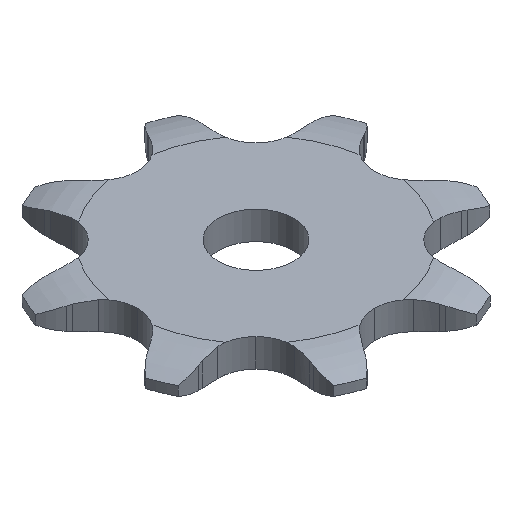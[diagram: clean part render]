
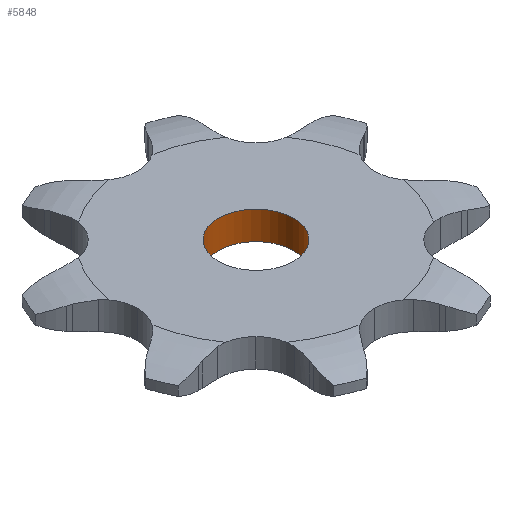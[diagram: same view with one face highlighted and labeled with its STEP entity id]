
A CAD part, isometric view. The second image highlights one B-rep face of the part: STEP entity #5848.
In plain terms, the highlighted cylindrical face has radius 4 mm (diameter 8 mm), a full revolution.
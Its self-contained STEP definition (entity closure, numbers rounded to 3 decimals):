
#452 = PLANE('',#453);
#453 = AXIS2_PLACEMENT_3D('',#454,#455,#456);
#454 = CARTESIAN_POINT('',(0.,0.,3.));
#455 = DIRECTION('',(-0.,-0.,-1.));
#456 = DIRECTION('',(-1.,0.,0.));
#652 = PLANE('',#653);
#653 = AXIS2_PLACEMENT_3D('',#654,#655,#656);
#654 = CARTESIAN_POINT('',(0.,0.,0.));
#655 = DIRECTION('',(-0.,-0.,-1.));
#656 = DIRECTION('',(-1.,0.,0.));
#1675 = EDGE_CURVE('',#1676,#1676,#1678,.T.);
#1676 = VERTEX_POINT('',#1677);
#1677 = CARTESIAN_POINT('',(4.,0.,3.));
#1678 = SURFACE_CURVE('',#1679,(#1684,#1695),.PCURVE_S1.);
#1679 = CIRCLE('',#1680,4.);
#1680 = AXIS2_PLACEMENT_3D('',#1681,#1682,#1683);
#1681 = CARTESIAN_POINT('',(0.,0.,3.));
#1682 = DIRECTION('',(0.,0.,1.));
#1683 = DIRECTION('',(1.,0.,0.));
#1684 = PCURVE('',#452,#1685);
#1685 = DEFINITIONAL_REPRESENTATION('',(#1686),#1694);
#1686 = ( BOUNDED_CURVE() B_SPLINE_CURVE(2,(#1687,#1688,#1689,#1690,
#1691,#1692,#1693),.UNSPECIFIED.,.T.,.F.) B_SPLINE_CURVE_WITH_KNOTS((1,2
    ,2,2,2,1),(-2.094,0.,2.094,4.189,
6.283,8.378),.UNSPECIFIED.) CURVE() 
GEOMETRIC_REPRESENTATION_ITEM() RATIONAL_B_SPLINE_CURVE((1.,0.5,1.,0.5,
1.,0.5,1.)) REPRESENTATION_ITEM('') );
#1687 = CARTESIAN_POINT('',(-4.,0.));
#1688 = CARTESIAN_POINT('',(-4.,6.928));
#1689 = CARTESIAN_POINT('',(2.,3.464));
#1690 = CARTESIAN_POINT('',(8.,0.));
#1691 = CARTESIAN_POINT('',(2.,-3.464));
#1692 = CARTESIAN_POINT('',(-4.,-6.928));
#1693 = CARTESIAN_POINT('',(-4.,0.));
#1694 = ( GEOMETRIC_REPRESENTATION_CONTEXT(2) 
PARAMETRIC_REPRESENTATION_CONTEXT() REPRESENTATION_CONTEXT('2D SPACE',''
  ) );
#1695 = PCURVE('',#1696,#1701);
#1696 = CYLINDRICAL_SURFACE('',#1697,4.);
#1697 = AXIS2_PLACEMENT_3D('',#1698,#1699,#1700);
#1698 = CARTESIAN_POINT('',(0.,0.,69.726));
#1699 = DIRECTION('',(0.,0.,1.));
#1700 = DIRECTION('',(1.,0.,0.));
#1701 = DEFINITIONAL_REPRESENTATION('',(#1702),#1706);
#1702 = LINE('',#1703,#1704);
#1703 = CARTESIAN_POINT('',(0.,-66.726));
#1704 = VECTOR('',#1705,1.);
#1705 = DIRECTION('',(1.,0.));
#1706 = ( GEOMETRIC_REPRESENTATION_CONTEXT(2) 
PARAMETRIC_REPRESENTATION_CONTEXT() REPRESENTATION_CONTEXT('2D SPACE',''
  ) );
#2474 = EDGE_CURVE('',#2475,#2475,#2477,.T.);
#2475 = VERTEX_POINT('',#2476);
#2476 = CARTESIAN_POINT('',(4.,0.,0.));
#2477 = SURFACE_CURVE('',#2478,(#2483,#2494),.PCURVE_S1.);
#2478 = CIRCLE('',#2479,4.);
#2479 = AXIS2_PLACEMENT_3D('',#2480,#2481,#2482);
#2480 = CARTESIAN_POINT('',(0.,0.,0.));
#2481 = DIRECTION('',(0.,0.,1.));
#2482 = DIRECTION('',(1.,0.,0.));
#2483 = PCURVE('',#652,#2484);
#2484 = DEFINITIONAL_REPRESENTATION('',(#2485),#2493);
#2485 = ( BOUNDED_CURVE() B_SPLINE_CURVE(2,(#2486,#2487,#2488,#2489,
#2490,#2491,#2492),.UNSPECIFIED.,.T.,.F.) B_SPLINE_CURVE_WITH_KNOTS((1,2
    ,2,2,2,1),(-2.094,0.,2.094,4.189,
6.283,8.378),.UNSPECIFIED.) CURVE() 
GEOMETRIC_REPRESENTATION_ITEM() RATIONAL_B_SPLINE_CURVE((1.,0.5,1.,0.5,
1.,0.5,1.)) REPRESENTATION_ITEM('') );
#2486 = CARTESIAN_POINT('',(-4.,0.));
#2487 = CARTESIAN_POINT('',(-4.,6.928));
#2488 = CARTESIAN_POINT('',(2.,3.464));
#2489 = CARTESIAN_POINT('',(8.,0.));
#2490 = CARTESIAN_POINT('',(2.,-3.464));
#2491 = CARTESIAN_POINT('',(-4.,-6.928));
#2492 = CARTESIAN_POINT('',(-4.,0.));
#2493 = ( GEOMETRIC_REPRESENTATION_CONTEXT(2) 
PARAMETRIC_REPRESENTATION_CONTEXT() REPRESENTATION_CONTEXT('2D SPACE',''
  ) );
#2494 = PCURVE('',#1696,#2495);
#2495 = DEFINITIONAL_REPRESENTATION('',(#2496),#2500);
#2496 = LINE('',#2497,#2498);
#2497 = CARTESIAN_POINT('',(0.,-69.726));
#2498 = VECTOR('',#2499,1.);
#2499 = DIRECTION('',(1.,0.));
#2500 = ( GEOMETRIC_REPRESENTATION_CONTEXT(2) 
PARAMETRIC_REPRESENTATION_CONTEXT() REPRESENTATION_CONTEXT('2D SPACE',''
  ) );
#5848 = ADVANCED_FACE('',(#5849),#1696,.F.);
#5849 = FACE_BOUND('',#5850,.F.);
#5850 = EDGE_LOOP('',(#5851,#5852,#5873,#5874));
#5851 = ORIENTED_EDGE('',*,*,#1675,.F.);
#5852 = ORIENTED_EDGE('',*,*,#5853,.T.);
#5853 = EDGE_CURVE('',#1676,#2475,#5854,.T.);
#5854 = SEAM_CURVE('',#5855,(#5859,#5866),.PCURVE_S1.);
#5855 = LINE('',#5856,#5857);
#5856 = CARTESIAN_POINT('',(4.,0.,69.726));
#5857 = VECTOR('',#5858,1.);
#5858 = DIRECTION('',(-0.,-0.,-1.));
#5859 = PCURVE('',#1696,#5860);
#5860 = DEFINITIONAL_REPRESENTATION('',(#5861),#5865);
#5861 = LINE('',#5862,#5863);
#5862 = CARTESIAN_POINT('',(6.283,0.));
#5863 = VECTOR('',#5864,1.);
#5864 = DIRECTION('',(0.,-1.));
#5865 = ( GEOMETRIC_REPRESENTATION_CONTEXT(2) 
PARAMETRIC_REPRESENTATION_CONTEXT() REPRESENTATION_CONTEXT('2D SPACE',''
  ) );
#5866 = PCURVE('',#1696,#5867);
#5867 = DEFINITIONAL_REPRESENTATION('',(#5868),#5872);
#5868 = LINE('',#5869,#5870);
#5869 = CARTESIAN_POINT('',(0.,0.));
#5870 = VECTOR('',#5871,1.);
#5871 = DIRECTION('',(0.,-1.));
#5872 = ( GEOMETRIC_REPRESENTATION_CONTEXT(2) 
PARAMETRIC_REPRESENTATION_CONTEXT() REPRESENTATION_CONTEXT('2D SPACE',''
  ) );
#5873 = ORIENTED_EDGE('',*,*,#2474,.T.);
#5874 = ORIENTED_EDGE('',*,*,#5853,.F.);
